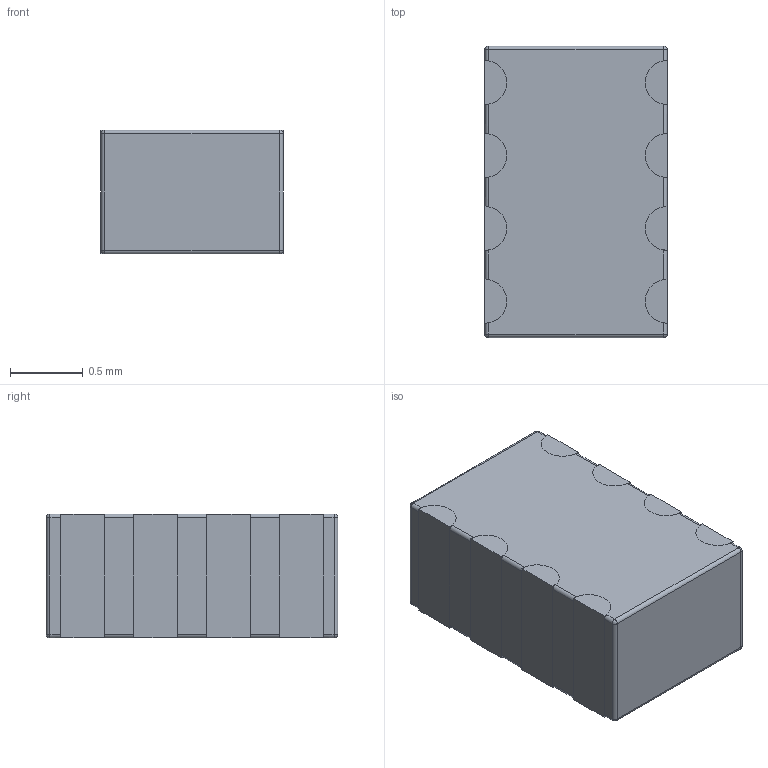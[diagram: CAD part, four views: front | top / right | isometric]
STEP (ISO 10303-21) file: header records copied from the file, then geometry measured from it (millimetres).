
FILE_DESCRIPTION(('FreeCAD Model'),'2;1');
FILE_NAME('Cap_Array_4.STEP','2017-01-13T12:43:18',('Author'),(''), 'Open CASCADE STEP processor 6.8','FreeCAD','Unknown');
FILE_SCHEMA(('AUTOMOTIVE_DESIGN_CC2 { 1 2 10303 214 -1 1 5 4 }'));
Length unit declared in the file: millimetre
Products named in the file (1): Fusion008
Bounding box: 1.25 x 2 x 0.85 mm (x, y, z)
Volume: 2.1 mm3; surface area: 10.4 mm2
Topology: 1 solids, 1 shells, 106 faces, 232 edges, 120 vertices
Faces by surface type: cylinder 60, plane 38, sphere 8
Entity records: 14669 total; most frequent: CARTESIAN_POINT 9765, DIRECTION 670, ORIENTED_EDGE 448, PCURVE 448, DEFINITIONAL_REPRESENTATION 448, LINE 272, VECTOR 272, B_SPLINE_CURVE_WITH_KNOTS 264
